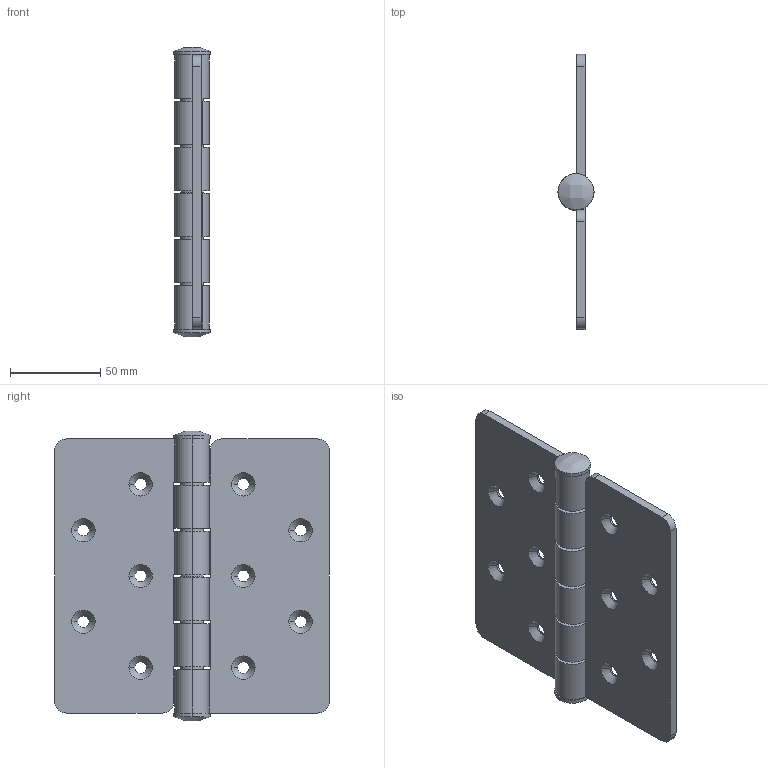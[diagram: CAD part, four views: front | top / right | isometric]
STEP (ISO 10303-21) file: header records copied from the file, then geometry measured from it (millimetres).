
FILE_DESCRIPTION (( 'STEP AP203' ), '1' );
FILE_NAME ('3892104_hinge.STEP', '2016-12-16T07:31:58', ( '' ), ( '' ), 'SwSTEP 2.0', 'SolidWorks 2014', '' );
FILE_SCHEMA (( 'CONFIG_CONTROL_DESIGN' ));
Length unit declared in the file: millimetre
Products named in the file (2): 3892104_hinge; 86186-01
Assembly tree (2 placements, depth 2):
  3892104_hinge
    86186-01  x2
Bounding box: 20 x 152.4 x 160.58 mm (x, y, z)
Volume: 129092.3 mm3; surface area: 66717.4 mm2
Topology: 2 solids, 2 shells, 124 faces, 324 edges, 208 vertices
Faces by surface type: cylinder 70, plane 32, cone 20, bspline 2
Entity records: 2200 total; most frequent: DIRECTION 377, CARTESIAN_POINT 348, ORIENTED_EDGE 324, EDGE_CURVE 162, AXIS2_PLACEMENT_3D 149, VERTEX_POINT 104, CIRCLE 83, LINE 79
